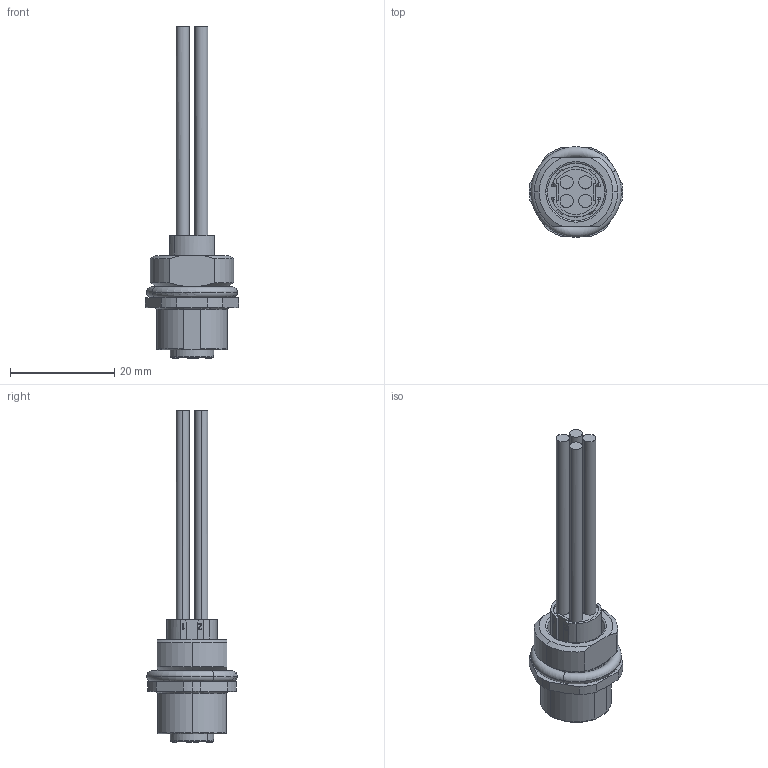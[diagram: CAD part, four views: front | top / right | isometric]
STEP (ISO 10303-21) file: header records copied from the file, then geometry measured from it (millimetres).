
FILE_DESCRIPTION(('CATIA V5 STEP Exchange','CAx-IF Rec.Pracs.--- Model Styling and Organization---1.5--- 2016-08-15','CAx-IF Rec.Pracs.---Supplemental Geometry---1.0---2011-11-01','CAx-IF Rec.Pracs.--- Composite Materials ---1.1---2010-07-15'),'2;1');
FILE_NAME ('D1452171_0', '2025-11-12T09:09:13+00:00', ('none'), ('Weidmueller'), 'CATIA Version 5-6 Release 2024 SP4', 'CATIA V5 STEP AP214 v3', 'none');
FILE_SCHEMA(('AUTOMOTIVE_DESIGN { 1 0 10303 214 1 1 1 1 }'));
Length unit declared in the file: millimetre
Products named in the file (1): 1467960000
Bounding box: 18 x 17.4 x 63.7 mm (x, y, z)
Volume: 3720.5 mm3; surface area: 4519.4 mm2
Topology: 1 solids, 3 shells, 542 faces, 1557 edges, 1042 vertices
Faces by surface type: cylinder 182, plane 156, torus 65, extrusion 62, cone 58, sphere 16, bspline 3
Entity records: 19170 total; most frequent: CARTESIAN_POINT 6456, ORIENTED_EDGE 3098, DIRECTION 1745, EDGE_CURVE 1549, VERTEX_POINT 1042, AXIS2_PLACEMENT_3D 786, VECTOR 693, LINE 631
